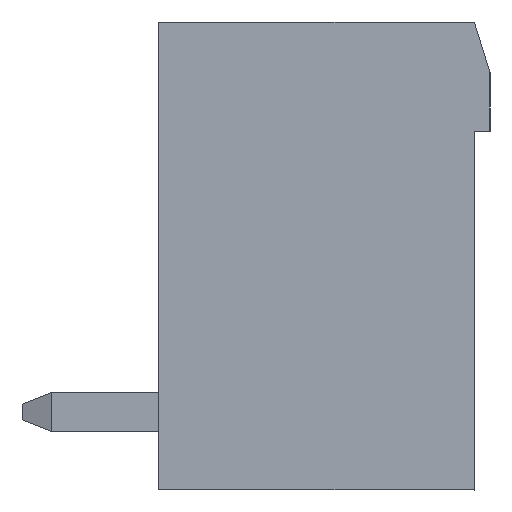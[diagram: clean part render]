
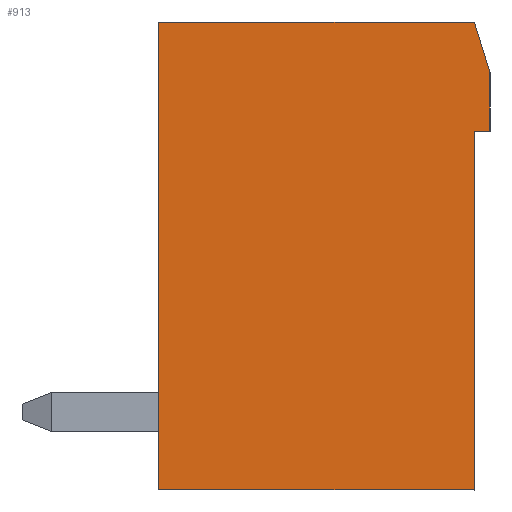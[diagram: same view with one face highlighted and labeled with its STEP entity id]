
A CAD part, left-side view. The second image highlights one B-rep face of the part: STEP entity #913.
In plain terms, the highlighted planar face has unit normal (-1, 0, 0).
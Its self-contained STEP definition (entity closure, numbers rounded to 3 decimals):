
#913 = ADVANCED_FACE( '', ( #1925 ), #1926, .T. );
#1925 = FACE_OUTER_BOUND( '', #3071, .T. );
#1926 = PLANE( '', #3072 );
#3071 = EDGE_LOOP( '', ( #5646, #5647, #5648, #5649, #5650, #5651, #5652 ) );
#3072 = AXIS2_PLACEMENT_3D( '', #5653, #5654, #5655 );
#5646 = ORIENTED_EDGE( '', *, *, #8151, .T. );
#5647 = ORIENTED_EDGE( '', *, *, #7658, .T. );
#5648 = ORIENTED_EDGE( '', *, *, #8048, .T. );
#5649 = ORIENTED_EDGE( '', *, *, #8143, .T. );
#5650 = ORIENTED_EDGE( '', *, *, #8082, .T. );
#5651 = ORIENTED_EDGE( '', *, *, #8152, .T. );
#5652 = ORIENTED_EDGE( '', *, *, #7784, .T. );
#5653 = CARTESIAN_POINT( '', ( -26.4, 0., 0. ) );
#5654 = DIRECTION( '', ( -1., 0., 0. ) );
#5655 = DIRECTION( '', ( 0., 0., 1. ) );
#7658 = EDGE_CURVE( '', #9468, #9466, #9469, .T. );
#7784 = EDGE_CURVE( '', #9657, #9658, #9659, .T. );
#8048 = EDGE_CURVE( '', #9466, #10040, #10041, .T. );
#8082 = EDGE_CURVE( '', #10088, #10089, #10090, .T. );
#8143 = EDGE_CURVE( '', #10040, #10088, #10163, .T. );
#8151 = EDGE_CURVE( '', #9658, #9468, #10171, .T. );
#8152 = EDGE_CURVE( '', #10089, #9657, #10172, .T. );
#9466 = VERTEX_POINT( '', #11977 );
#9468 = VERTEX_POINT( '', #11980 );
#9469 = LINE( '', #11981, #11982 );
#9657 = VERTEX_POINT( '', #12259 );
#9658 = VERTEX_POINT( '', #12260 );
#9659 = LINE( '', #12261, #12262 );
#10040 = VERTEX_POINT( '', #12846 );
#10041 = LINE( '', #12847, #12848 );
#10088 = VERTEX_POINT( '', #12923 );
#10089 = VERTEX_POINT( '', #12924 );
#10090 = LINE( '', #12925, #12926 );
#10163 = LINE( '', #13034, #13035 );
#10171 = LINE( '', #13047, #13048 );
#10172 = LINE( '', #13049, #13050 );
#11977 = CARTESIAN_POINT( '', ( -26.4, 4.05, 6. ) );
#11980 = CARTESIAN_POINT( '', ( -26.4, -4.05, 6. ) );
#11981 = CARTESIAN_POINT( '', ( -26.4, -4.05, 6. ) );
#11982 = VECTOR( '', #14121, 1000. );
#12259 = CARTESIAN_POINT( '', ( -26.4, -4.45, 3.2 ) );
#12260 = CARTESIAN_POINT( '', ( -26.4, -4.45, 4.7 ) );
#12261 = CARTESIAN_POINT( '', ( -26.4, -4.45, 3.2 ) );
#12262 = VECTOR( '', #14235, 1000. );
#12846 = CARTESIAN_POINT( '', ( -26.4, 4.05, -6. ) );
#12847 = CARTESIAN_POINT( '', ( -26.4, 4.05, 6. ) );
#12848 = VECTOR( '', #14460, 1000. );
#12923 = CARTESIAN_POINT( '', ( -26.4, -4.05, -6. ) );
#12924 = CARTESIAN_POINT( '', ( -26.4, -4.05, 3.2 ) );
#12925 = CARTESIAN_POINT( '', ( -26.4, -4.05, -6. ) );
#12926 = VECTOR( '', #14489, 1000. );
#13034 = CARTESIAN_POINT( '', ( -26.4, 4.05, -6. ) );
#13035 = VECTOR( '', #14534, 1000. );
#13047 = CARTESIAN_POINT( '', ( -26.4, -4.45, 4.7 ) );
#13048 = VECTOR( '', #14539, 1000. );
#13049 = CARTESIAN_POINT( '', ( -26.4, -4.05, 3.2 ) );
#13050 = VECTOR( '', #14540, 1000. );
#14121 = DIRECTION( '', ( 0., 1., 0. ) );
#14235 = DIRECTION( '', ( 0., 0., 1. ) );
#14460 = DIRECTION( '', ( 0., 0., -1. ) );
#14489 = DIRECTION( '', ( 0., 0., 1. ) );
#14534 = DIRECTION( '', ( 0., -1., 0. ) );
#14539 = DIRECTION( '', ( 0., 0.294, 0.956 ) );
#14540 = DIRECTION( '', ( 0., -1., 0. ) );
